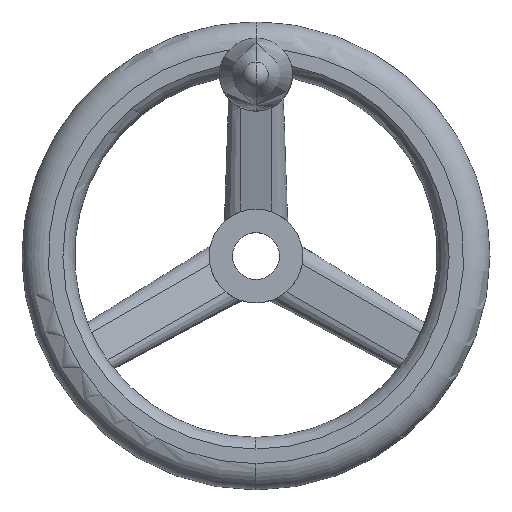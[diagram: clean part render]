
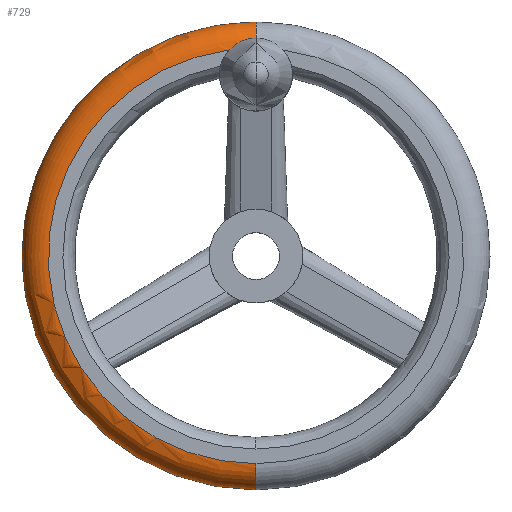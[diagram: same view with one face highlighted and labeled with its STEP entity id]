
A CAD part, top view. The second image highlights one B-rep face of the part: STEP entity #729.
In plain terms, the highlighted toroidal (fillet/blend) face has major radius 71 mm and minor radius 9 mm.
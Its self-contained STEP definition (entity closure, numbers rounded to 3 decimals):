
#321=EDGE_CURVE('',#349,#581,#837,.T.);
#337=EDGE_CURVE('',#563,#581,#854,.T.);
#349=VERTEX_POINT('',#866);
#487=VERTEX_POINT('',#1015);
#497=VERTEX_POINT('',#1025);
#535=EDGE_CURVE('',#497,#487,#1066,.T.);
#563=VERTEX_POINT('',#1097);
#581=VERTEX_POINT('',#1116);
#611=EDGE_CURVE('',#563,#487,#1151,.T.);
#623=EDGE_CURVE('',#349,#497,#1164,.T.);
#729=ADVANCED_FACE('',(#1284),#1285,.T.);
#837=CIRCLE('',#1522,9.0);
#854=CIRCLE('',#1571,80.0);
#866=CARTESIAN_POINT('',(0.,-71.0,40.0));
#1015=CARTESIAN_POINT('',(0.,71.0,40.0));
#1025=CARTESIAN_POINT('',(-9.263,70.393,40.));
#1066=CIRCLE('',#2045,71.0);
#1097=CARTESIAN_POINT('',(0.,80.0,31.0));
#1116=CARTESIAN_POINT('',(0.,-80.0,31.0));
#1151=CIRCLE('',#2245,9.0);
#1164=CIRCLE('',#2263,71.0);
#1284=FACE_OUTER_BOUND('',#2516,.T.);
#1285=TOROIDAL_SURFACE('',#2517,71.0,9.0);
#1522=AXIS2_PLACEMENT_3D('',#2698,#2699,#2700);
#1571=AXIS2_PLACEMENT_3D('',#2713,#2714,#2715);
#2045=AXIS2_PLACEMENT_3D('',#2926,#2927,#2928);
#2245=AXIS2_PLACEMENT_3D('',#3035,#3036,#3037);
#2263=AXIS2_PLACEMENT_3D('',#3058,#3059,#3060);
#2516=EDGE_LOOP('',(#3226,#3227,#3228,#3229,#3230));
#2517=AXIS2_PLACEMENT_3D('',#3231,#3232,#3233);
#2698=CARTESIAN_POINT('',(0.,-71.0,31.0));
#2699=DIRECTION('',(1.0,0.,0.));
#2700=DIRECTION('',(0.,-1.0,0.));
#2713=CARTESIAN_POINT('',(0.,0.,31.0));
#2714=DIRECTION('',(0.,0.,1.0));
#2715=DIRECTION('',(1.0,0.0,0.));
#2926=CARTESIAN_POINT('',(0.,0.,40.0));
#2927=DIRECTION('',(0.,0.,-1.0));
#2928=DIRECTION('',(0.,1.0,0.));
#3035=CARTESIAN_POINT('',(0.,71.0,31.0));
#3036=DIRECTION('',(1.0,0.,0.));
#3037=DIRECTION('',(0.,1.0,0.));
#3058=CARTESIAN_POINT('',(0.,0.,40.0));
#3059=DIRECTION('',(0.,0.,-1.0));
#3060=DIRECTION('',(0.,1.0,0.));
#3226=ORIENTED_EDGE('',*,*,#337,.T.);
#3227=ORIENTED_EDGE('',*,*,#321,.F.);
#3228=ORIENTED_EDGE('',*,*,#623,.T.);
#3229=ORIENTED_EDGE('',*,*,#535,.T.);
#3230=ORIENTED_EDGE('',*,*,#611,.F.);
#3231=CARTESIAN_POINT('',(0.,0.,31.0));
#3232=DIRECTION('',(0.,0.,1.0));
#3233=DIRECTION('',(0.,1.0,0.0));
